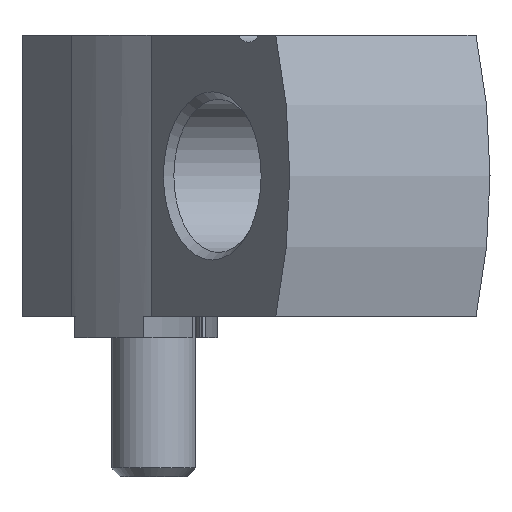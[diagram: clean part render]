
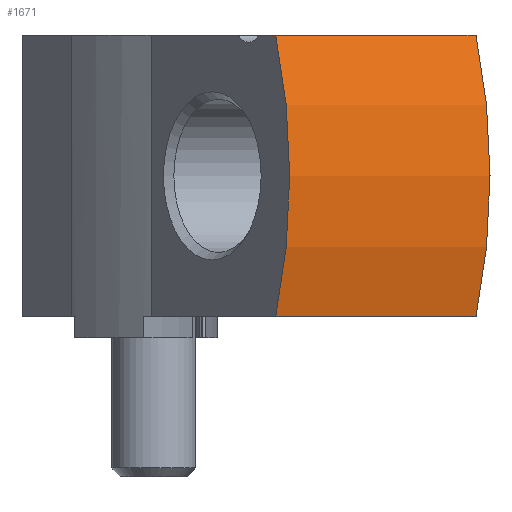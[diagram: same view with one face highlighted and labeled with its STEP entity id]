
A CAD part, left-side view. The second image highlights one B-rep face of the part: STEP entity #1671.
In plain terms, the highlighted cylindrical face has radius 30 mm (diameter 60 mm), a partial arc.
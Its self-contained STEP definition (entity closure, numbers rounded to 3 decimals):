
#130=CIRCLE('',#1820,30.);
#133=CIRCLE('',#1824,30.);
#345=ORIENTED_EDGE('',*,*,#762,.T.);
#346=ORIENTED_EDGE('',*,*,#730,.T.);
#347=ORIENTED_EDGE('',*,*,#772,.F.);
#348=ORIENTED_EDGE('',*,*,#737,.T.);
#730=EDGE_CURVE('',#966,#967,#130,.F.);
#737=EDGE_CURVE('',#973,#974,#133,.F.);
#762=EDGE_CURVE('',#974,#966,#1126,.T.);
#772=EDGE_CURVE('',#973,#967,#1134,.T.);
#966=VERTEX_POINT('',#2653);
#967=VERTEX_POINT('',#2654);
#973=VERTEX_POINT('',#2668);
#974=VERTEX_POINT('',#2669);
#1126=LINE('',#2717,#1242);
#1134=LINE('',#2734,#1250);
#1242=VECTOR('',#2135,1000.);
#1250=VECTOR('',#2157,1000.);
#1357=EDGE_LOOP('',(#345,#346,#347,#348));
#1495=FACE_BOUND('',#1357,.T.);
#1619=CYLINDRICAL_SURFACE('',#1856,30.);
#1671=ADVANCED_FACE('',(#1495),#1619,.T.);
#1820=AXIS2_PLACEMENT_3D('',#2652,#2078,#2079);
#1824=AXIS2_PLACEMENT_3D('',#2667,#2090,#2091);
#1856=AXIS2_PLACEMENT_3D('',#2753,#2178,#2179);
#2078=DIRECTION('',(0.,-1.,0.));
#2079=DIRECTION('',(1.,0.,0.));
#2090=DIRECTION('',(0.,1.,0.));
#2091=DIRECTION('',(-1.,0.,0.));
#2135=DIRECTION('',(0.,-1.,0.));
#2157=DIRECTION('',(0.,-1.,0.));
#2178=DIRECTION('',(0.,-1.,0.));
#2179=DIRECTION('',(0.,0.,-1.));
#2652=CARTESIAN_POINT('',(-5.003,-5.94,-10.));
#2653=CARTESIAN_POINT('',(23.281,-5.94,0.));
#2654=CARTESIAN_POINT('',(23.281,-5.94,-20.));
#2667=CARTESIAN_POINT('',(-5.003,11.56,-10.));
#2668=CARTESIAN_POINT('',(23.281,11.56,-20.));
#2669=CARTESIAN_POINT('',(23.281,11.56,0.));
#2717=CARTESIAN_POINT('',(23.281,15.,0.));
#2734=CARTESIAN_POINT('',(23.281,15.,-20.));
#2753=CARTESIAN_POINT('',(-5.003,15.,-10.));
